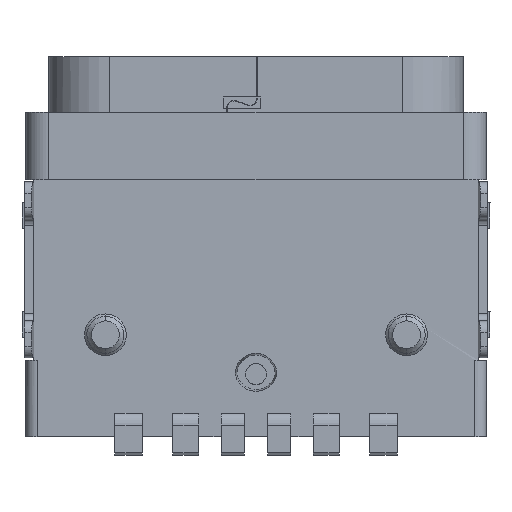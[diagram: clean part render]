
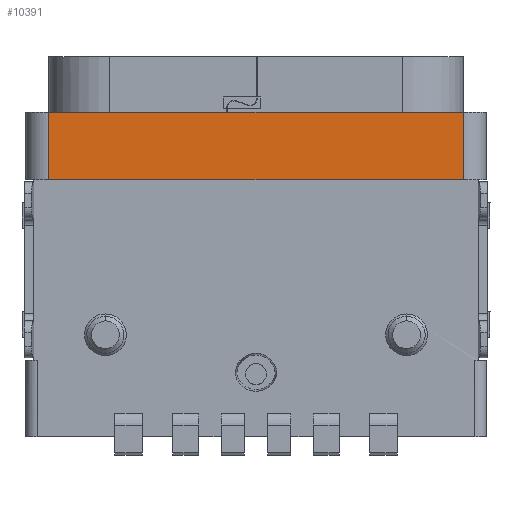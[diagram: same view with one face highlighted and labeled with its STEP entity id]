
A CAD part, front view. The second image highlights one B-rep face of the part: STEP entity #10391.
In plain terms, the highlighted planar face has unit normal (0, -1, 0).
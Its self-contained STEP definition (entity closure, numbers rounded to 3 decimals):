
#650 = CARTESIAN_POINT ( 'NONE',  ( 18.537, -2.579, -1.733 ) ) ;
#2262 = CARTESIAN_POINT ( 'NONE',  ( 18.537, -2.579, -2.7 ) ) ;
#2301 = FACE_OUTER_BOUND ( 'NONE', #36747, .T. ) ;
#2780 = EDGE_CURVE ( 'NONE', #39740, #30007, #30280, .T. ) ;
#3102 = CARTESIAN_POINT ( 'NONE',  ( 27.477, -2.579, -2.7 ) ) ;
#4402 = EDGE_CURVE ( 'NONE', #39612, #32832, #33355, .T. ) ;
#5159 = DIRECTION ( 'NONE',  ( 0., 1., 0. ) ) ;
#10391 = ADVANCED_FACE ( 'NONE', ( #2301 ), #22056, .F. ) ;
#11613 = CARTESIAN_POINT ( 'NONE',  ( 24.497, -2.579, -1.25 ) ) ;
#11940 = CARTESIAN_POINT ( 'NONE',  ( 27.477, -2.579, -2.7 ) ) ;
#16177 = CARTESIAN_POINT ( 'NONE',  ( 27.477, -2.579, -2.7 ) ) ;
#17110 = ORIENTED_EDGE ( 'NONE', *, *, #2780, .F. ) ;
#17136 = CARTESIAN_POINT ( 'NONE',  ( 18.537, -2.579, -2.7 ) ) ;
#17802 = B_SPLINE_CURVE_WITH_KNOTS ( 'NONE', 3,
 ( #31368, #18560, #11613, #24895 ),
 .UNSPECIFIED., .F., .F.,
 ( 4, 4 ),
 ( 0., 1. ),
 .UNSPECIFIED. ) ;
#18560 = CARTESIAN_POINT ( 'NONE',  ( 21.517, -2.579, -1.25 ) ) ;
#19595 = CARTESIAN_POINT ( 'NONE',  ( 27.477, -2.579, -1.25 ) ) ;
#20095 = CARTESIAN_POINT ( 'NONE',  ( 27.477, -2.579, -1.733 ) ) ;
#20140 = B_SPLINE_CURVE_WITH_KNOTS ( 'NONE', 3,
 ( #41667, #41041, #27586, #11940 ),
 .UNSPECIFIED., .F., .F.,
 ( 4, 4 ),
 ( 0., 1. ),
 .UNSPECIFIED. ) ;
#22056 = PLANE ( 'NONE',  #39209 ) ;
#22495 = CARTESIAN_POINT ( 'NONE',  ( 23.007, -2.579, -1.975 ) ) ;
#23880 = CARTESIAN_POINT ( 'NONE',  ( 18.537, -2.579, -2.217 ) ) ;
#24895 = CARTESIAN_POINT ( 'NONE',  ( 27.477, -2.579, -1.25 ) ) ;
#26606 = CARTESIAN_POINT ( 'NONE',  ( 27.477, -2.579, -1.25 ) ) ;
#26703 = CARTESIAN_POINT ( 'NONE',  ( 18.537, -2.579, -1.25 ) ) ;
#27586 = CARTESIAN_POINT ( 'NONE',  ( 24.497, -2.579, -2.7 ) ) ;
#29109 = EDGE_CURVE ( 'NONE', #32832, #39740, #17802, .T. ) ;
#30007 = VERTEX_POINT ( 'NONE', #3102 ) ;
#30280 = B_SPLINE_CURVE_WITH_KNOTS ( 'NONE', 3,
 ( #26606, #20095, #33320, #16177 ),
 .UNSPECIFIED., .F., .F.,
 ( 4, 4 ),
 ( 0., 1. ),
 .UNSPECIFIED. ) ;
#31368 = CARTESIAN_POINT ( 'NONE',  ( 18.537, -2.579, -1.25 ) ) ;
#31497 = ORIENTED_EDGE ( 'NONE', *, *, #4402, .F. ) ;
#32093 = ORIENTED_EDGE ( 'NONE', *, *, #37762, .T. ) ;
#32832 = VERTEX_POINT ( 'NONE', #39078 ) ;
#33320 = CARTESIAN_POINT ( 'NONE',  ( 27.477, -2.579, -2.217 ) ) ;
#33355 = B_SPLINE_CURVE_WITH_KNOTS ( 'NONE', 3,
 ( #17136, #23880, #650, #26703 ),
 .UNSPECIFIED., .F., .F.,
 ( 4, 4 ),
 ( 0., 1. ),
 .UNSPECIFIED. ) ;
#35039 = DIRECTION ( 'NONE',  ( 1., 0., 0. ) ) ;
#36747 = EDGE_LOOP ( 'NONE', ( #17110, #40660, #31497, #32093 ) ) ;
#37762 = EDGE_CURVE ( 'NONE', #39612, #30007, #20140, .T. ) ;
#39078 = CARTESIAN_POINT ( 'NONE',  ( 18.537, -2.579, -1.25 ) ) ;
#39209 = AXIS2_PLACEMENT_3D ( 'NONE', #22495, #5159, #35039 ) ;
#39612 = VERTEX_POINT ( 'NONE', #2262 ) ;
#39740 = VERTEX_POINT ( 'NONE', #19595 ) ;
#40660 = ORIENTED_EDGE ( 'NONE', *, *, #29109, .F. ) ;
#41041 = CARTESIAN_POINT ( 'NONE',  ( 21.517, -2.579, -2.7 ) ) ;
#41667 = CARTESIAN_POINT ( 'NONE',  ( 18.537, -2.579, -2.7 ) ) ;
